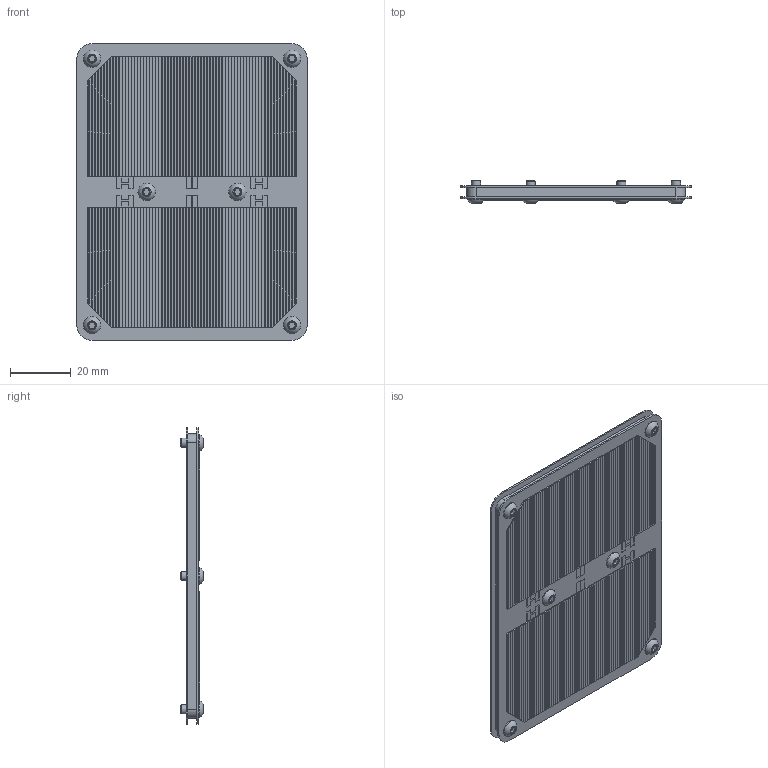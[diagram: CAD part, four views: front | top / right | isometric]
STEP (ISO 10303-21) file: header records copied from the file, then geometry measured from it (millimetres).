
FILE_DESCRIPTION(/* description */ (''),/* implementation_level */ '2;1');
FILE_NAME(/* name */ 'SolarPanel.2.0.1.stp',/* time_stamp */ '2018-06-07T17:23:40-07:00',/* author */ ('Bradley'),/* organization */ (''),/* preprocessor_version */ 'ST-DEVELOPER v16.13',/* originating_system */ 'Autodesk Inventor 2018',/* authorisation */ '');
FILE_SCHEMA (('AUTOMOTIVE_DESIGN { 1 0 10303 214 3 1 1 }'));
Length unit declared in the file: millimetre
Products named in the file (5): SolarPanel; SolarPanel_PCB; SolarPanel_CoilForm; Part1; Bolt_M3x0.35_6mm_BH
Assembly tree (10 placements, depth 2):
  SolarPanel
    SolarPanel_PCB
    SolarPanel_CoilForm
    Part1  x2
    Bolt_M3x0.35_6mm_BH  x6
Bounding box: 76 x 7.65 x 98 mm (x, y, z)
Volume: 10721.2 mm3; surface area: 32502.9 mm2
Topology: 10 solids, 10 shells, 957 faces, 2262 edges, 1480 vertices
Faces by surface type: plane 867, cylinder 42, cone 42, sphere 6
Full cylindrical faces by diameter (mm): 3 x6, 3.3 x10, 5.7 x6
Entity records: 13667 total; most frequent: CARTESIAN_POINT 2371, ORIENTED_EDGE 2248, DIRECTION 2152, EDGE_CURVE 1124, LINE 1046, VECTOR 1046, VERTEX_POINT 754, EDGE_LOOP 580
